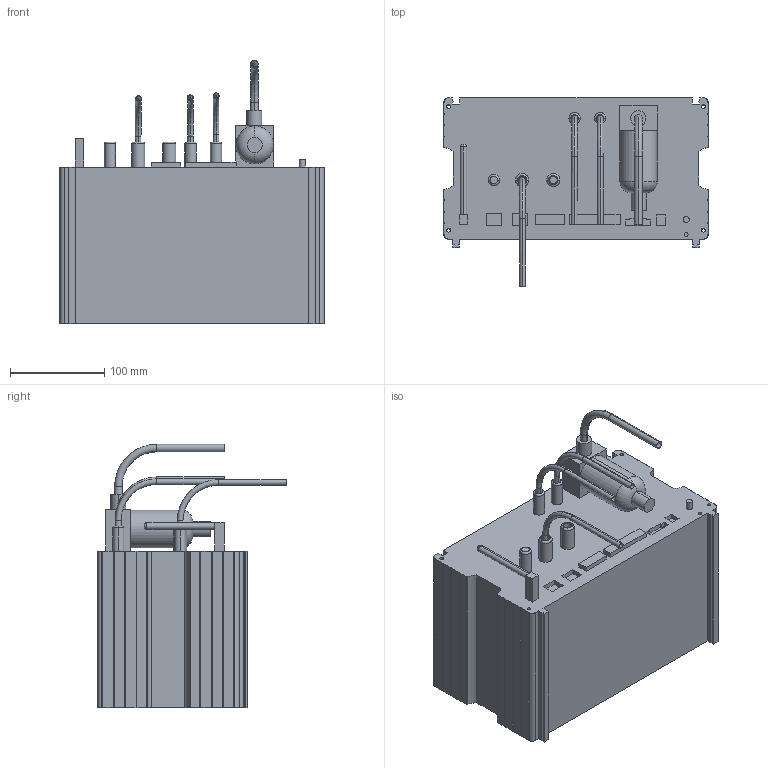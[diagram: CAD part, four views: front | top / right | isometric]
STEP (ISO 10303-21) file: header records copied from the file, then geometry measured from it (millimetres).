
FILE_DESCRIPTION (( 'STEP AP203' ), '1' );
FILE_NAME ('KD200.STEP', '2023-04-02T09:45:28', ( '' ), ( '' ), 'SwSTEP 2.0', 'SolidWorks 2017', '' );
FILE_SCHEMA (( 'CONFIG_CONTROL_DESIGN' ));
Length unit declared in the file: millimetre
Products named in the file (4): KD200; 8mm_hortum; 6mm_hortum
Assembly tree (5 placements, depth 2):
  KD200
    KD200
    8mm_hortum
    6mm_hortum  x3
Bounding box: 280 x 200.05 x 279.16 mm (x, y, z)
Volume: 6923317.7 mm3; surface area: 292475.3 mm2
Topology: 1 solids, 5 shells, 258 faces, 655 edges, 424 vertices
Faces by surface type: plane 144, cylinder 92, torus 22
Entity records: 7923 total; most frequent: DIRECTION 1331, CARTESIAN_POINT 1290, ORIENTED_EDGE 1246, EDGE_CURVE 627, AXIS2_PLACEMENT_3D 449, LINE 433, VECTOR 433, VERTEX_POINT 408
